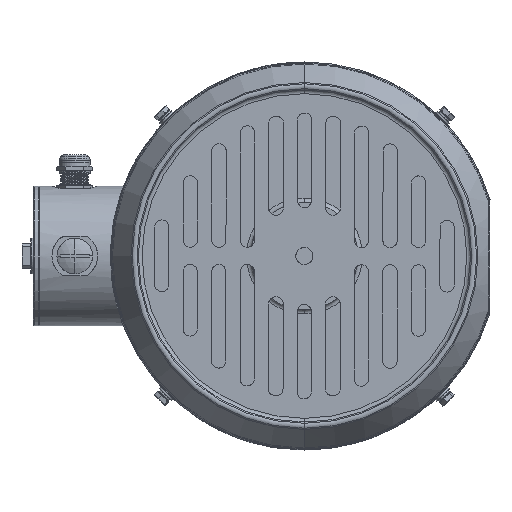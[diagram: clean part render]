
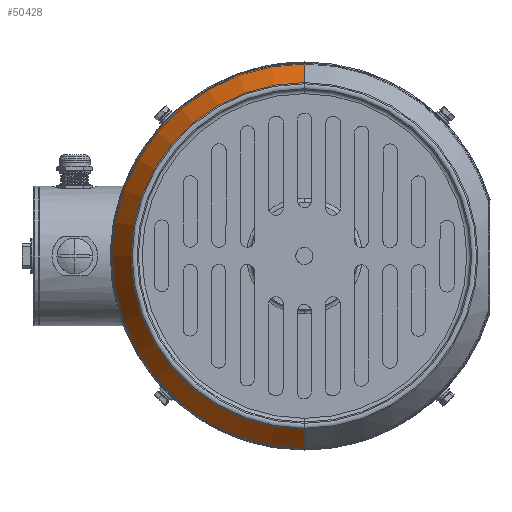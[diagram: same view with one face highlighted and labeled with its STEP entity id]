
A CAD part, left-side view. The second image highlights one B-rep face of the part: STEP entity #50428.
In plain terms, the highlighted conical face has half-angle 30.84 degrees and reference radius 121.576 mm.
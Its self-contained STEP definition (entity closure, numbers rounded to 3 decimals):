
#49887=CARTESIAN_POINT('Vertex',(32.335,0.,-135.293)) ;
#49908=CARTESIAN_POINT('Line Origine',(-429145.816,0.,-256378.924)) ;
#49912=CARTESIAN_POINT('Vertex',(55.31,0.,-121.576)) ;
#49919=CARTESIAN_POINT('Vertex',(55.31,0.,121.576)) ;
#49922=CARTESIAN_POINT('Line Origine',(-429145.816,0.,256378.924)) ;
#49926=CARTESIAN_POINT('Vertex',(32.335,0.,135.293)) ;
#49973=CARTESIAN_POINT('Axis2P3D Location',(32.335,0.,0.)) ;
#50412=CARTESIAN_POINT('Axis2P3D Location',(55.31,0.,0.)) ;
#50417=CARTESIAN_POINT('Axis2P3D Location',(55.31,0.,0.)) ;
#49909=DIRECTION('Vector Direction',(-0.859,0.,-0.513)) ;
#49923=DIRECTION('Vector Direction',(-0.859,0.,0.513)) ;
#49974=DIRECTION('Axis2P3D Direction',(-1.,0.,0.)) ;
#50413=DIRECTION('Axis2P3D Direction',(-1.,-0.,-0.)) ;
#50414=DIRECTION('Axis2P3D XDirection',(0.,0.,1.)) ;
#50418=DIRECTION('Axis2P3D Direction',(-1.,0.,0.)) ;
#49975=AXIS2_PLACEMENT_3D('Circle Axis2P3D',#49973,#49974,$) ;
#50415=AXIS2_PLACEMENT_3D('Cone Axis2P3D',#50412,#50413,#50414) ;
#50419=AXIS2_PLACEMENT_3D('Circle Axis2P3D',#50417,#50418,$) ;
#50423=ORIENTED_EDGE('',*,*,#50421,.T.) ;
#50424=ORIENTED_EDGE('',*,*,#49914,.T.) ;
#50425=ORIENTED_EDGE('',*,*,#49977,.F.) ;
#50426=ORIENTED_EDGE('',*,*,#49928,.F.) ;
#49910=VECTOR('Line Direction',#49909,1.) ;
#49924=VECTOR('Line Direction',#49923,1.) ;
#50428=ADVANCED_FACE('\X2\00CD\X0\\X2\00B9\X0\\X2\00CC\X0\\X2\00A8\X0\-\X2\00C0\X0\\X2\00AD\X0\\X2\00C9\X0\\X2\00EC\X0\3',(#50427),#50416,.T.) ;
#49976=CIRCLE('generated circle',#49975,135.293) ;
#50420=CIRCLE('generated circle',#50419,121.576) ;
#50416=CONICAL_SURFACE('Cone',#50415,121.576,0.538) ;
#49914=EDGE_CURVE('',#49913,#49888,#49911,.T.) ;
#49928=EDGE_CURVE('',#49920,#49927,#49925,.T.) ;
#49977=EDGE_CURVE('',#49927,#49888,#49976,.T.) ;
#50421=EDGE_CURVE('',#49920,#49913,#50420,.T.) ;
#50422=EDGE_LOOP('',(#50423,#50424,#50425,#50426)) ;
#50427=FACE_OUTER_BOUND('',#50422,.T.) ;
#49911=LINE('Line',#49908,#49910) ;
#49925=LINE('Line',#49922,#49924) ;
#49888=VERTEX_POINT('',#49887) ;
#49913=VERTEX_POINT('',#49912) ;
#49920=VERTEX_POINT('',#49919) ;
#49927=VERTEX_POINT('',#49926) ;
